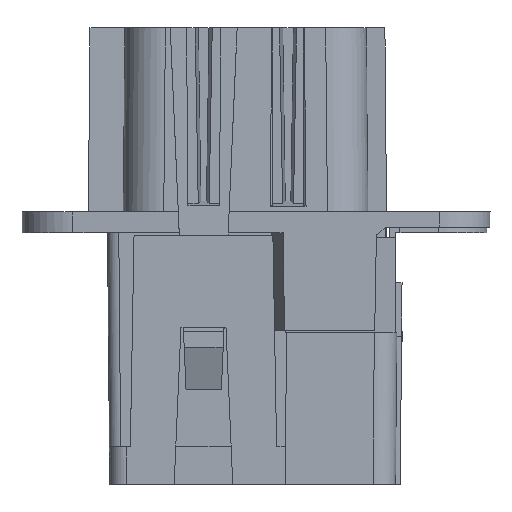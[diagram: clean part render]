
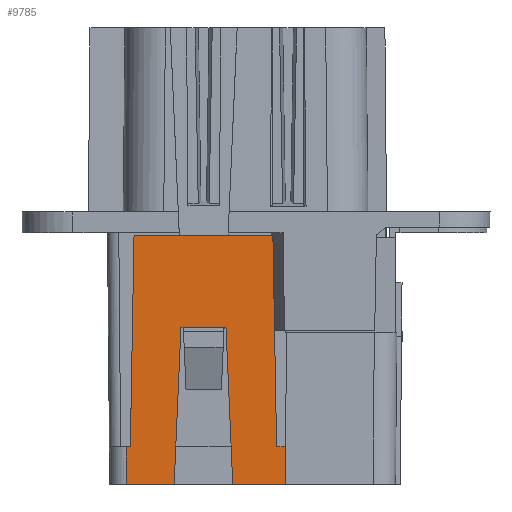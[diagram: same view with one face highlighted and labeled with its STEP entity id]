
A CAD part, left-side view. The second image highlights one B-rep face of the part: STEP entity #9785.
In plain terms, the highlighted planar face has unit normal (-1, 0, -0.009).
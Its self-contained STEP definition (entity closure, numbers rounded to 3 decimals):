
#9745=AXIS2_PLACEMENT_3D('Plane Axis2P3D',#9742,#9743,#9744) ;
#6441=CARTESIAN_POINT('Vertex',(0.663,31.971,3.3)) ;
#6444=CARTESIAN_POINT('Line Origine',(0.581,31.807,12.7)) ;
#6448=CARTESIAN_POINT('Vertex',(0.499,31.642,22.1)) ;
#6464=CARTESIAN_POINT('Line Origine',(0.499,25.471,22.1)) ;
#6468=CARTESIAN_POINT('Vertex',(0.499,19.299,22.1)) ;
#6521=CARTESIAN_POINT('Vertex',(0.663,32.331,3.3)) ;
#6524=CARTESIAN_POINT('Line Origine',(0.663,32.151,3.3)) ;
#6548=CARTESIAN_POINT('Vertex',(0.57,27.471,13.9)) ;
#6555=CARTESIAN_POINT('Vertex',(0.571,23.471,13.9)) ;
#6558=CARTESIAN_POINT('Line Origine',(0.571,25.471,13.9)) ;
#6643=CARTESIAN_POINT('Line Origine',(0.631,27.774,6.95)) ;
#6647=CARTESIAN_POINT('Vertex',(0.692,28.078,0.)) ;
#6708=CARTESIAN_POINT('Vertex',(0.692,22.864,0.)) ;
#6711=CARTESIAN_POINT('Line Origine',(0.631,23.167,6.95)) ;
#8150=CARTESIAN_POINT('Vertex',(0.692,18.204,0.)) ;
#8153=CARTESIAN_POINT('Line Origine',(0.692,20.534,0.)) ;
#8163=CARTESIAN_POINT('Line Origine',(0.692,30.19,0.)) ;
#8167=CARTESIAN_POINT('Vertex',(0.692,32.302,0.)) ;
#9742=CARTESIAN_POINT('Axis2P3D Location',(0.509,17.608,20.95)) ;
#9747=CARTESIAN_POINT('Line Origine',(0.678,18.189,1.65)) ;
#9751=CARTESIAN_POINT('Vertex',(0.663,18.175,3.3)) ;
#9754=CARTESIAN_POINT('Line Origine',(0.663,18.573,3.3)) ;
#9758=CARTESIAN_POINT('Vertex',(0.663,18.971,3.3)) ;
#9761=CARTESIAN_POINT('Line Origine',(0.581,19.135,12.7)) ;
#9766=CARTESIAN_POINT('Line Origine',(0.677,32.316,1.65)) ;
#6445=DIRECTION('Vector Direction',(-0.009,-0.017,1.)) ;
#6465=DIRECTION('Vector Direction',(0.,1.,0.)) ;
#6525=DIRECTION('Vector Direction',(0.,1.,0.)) ;
#6559=DIRECTION('Vector Direction',(0.,1.,0.)) ;
#6644=DIRECTION('Vector Direction',(0.009,0.044,-0.999)) ;
#6712=DIRECTION('Vector Direction',(0.009,-0.044,-0.999)) ;
#8154=DIRECTION('Vector Direction',(0.,-1.,0.)) ;
#8164=DIRECTION('Vector Direction',(0.,-1.,0.)) ;
#9743=DIRECTION('Axis2P3D Direction',(-1.,0.,-0.009)) ;
#9744=DIRECTION('Axis2P3D XDirection',(0.,-1.,0.)) ;
#9748=DIRECTION('Vector Direction',(0.009,0.009,-1.)) ;
#9755=DIRECTION('Vector Direction',(0.,-1.,0.)) ;
#9762=DIRECTION('Vector Direction',(0.009,-0.017,-1.)) ;
#9767=DIRECTION('Vector Direction',(-0.009,0.009,1.)) ;
#6446=VECTOR('Line Direction',#6445,1.) ;
#6466=VECTOR('Line Direction',#6465,1.) ;
#6526=VECTOR('Line Direction',#6525,1.) ;
#6560=VECTOR('Line Direction',#6559,1.) ;
#6645=VECTOR('Line Direction',#6644,1.) ;
#6713=VECTOR('Line Direction',#6712,1.) ;
#8155=VECTOR('Line Direction',#8154,1.) ;
#8165=VECTOR('Line Direction',#8164,1.) ;
#9749=VECTOR('Line Direction',#9748,1.) ;
#9756=VECTOR('Line Direction',#9755,1.) ;
#9763=VECTOR('Line Direction',#9762,1.) ;
#9768=VECTOR('Line Direction',#9767,1.) ;
#9772=ORIENTED_EDGE('',*,*,#8169,.T.) ;
#9773=ORIENTED_EDGE('',*,*,#6649,.F.) ;
#9774=ORIENTED_EDGE('',*,*,#6562,.F.) ;
#9775=ORIENTED_EDGE('',*,*,#6715,.T.) ;
#9776=ORIENTED_EDGE('',*,*,#8157,.T.) ;
#9777=ORIENTED_EDGE('',*,*,#9753,.F.) ;
#9778=ORIENTED_EDGE('',*,*,#9760,.F.) ;
#9779=ORIENTED_EDGE('',*,*,#9765,.F.) ;
#9780=ORIENTED_EDGE('',*,*,#6470,.T.) ;
#9781=ORIENTED_EDGE('',*,*,#6450,.F.) ;
#9782=ORIENTED_EDGE('',*,*,#6528,.T.) ;
#9783=ORIENTED_EDGE('',*,*,#9770,.F.) ;
#9785=ADVANCED_FACE('Hauptk\X2\00F6\X0\rper',(#9784),#9746,.T.) ;
#6450=EDGE_CURVE('',#6442,#6449,#6447,.T.) ;
#6470=EDGE_CURVE('',#6469,#6449,#6467,.T.) ;
#6528=EDGE_CURVE('',#6442,#6522,#6527,.T.) ;
#6562=EDGE_CURVE('',#6556,#6549,#6561,.T.) ;
#6649=EDGE_CURVE('',#6549,#6648,#6646,.T.) ;
#6715=EDGE_CURVE('',#6556,#6709,#6714,.T.) ;
#8157=EDGE_CURVE('',#6709,#8151,#8156,.T.) ;
#8169=EDGE_CURVE('',#8168,#6648,#8166,.T.) ;
#9753=EDGE_CURVE('',#9752,#8151,#9750,.T.) ;
#9760=EDGE_CURVE('',#9759,#9752,#9757,.T.) ;
#9765=EDGE_CURVE('',#6469,#9759,#9764,.T.) ;
#9770=EDGE_CURVE('',#8168,#6522,#9769,.T.) ;
#9771=EDGE_LOOP('',(#9772,#9773,#9774,#9775,#9776,#9777,#9778,#9779,#9780,#9781,#9782,#9783)) ;
#9784=FACE_OUTER_BOUND('',#9771,.T.) ;
#6447=LINE('Line',#6444,#6446) ;
#6467=LINE('Line',#6464,#6466) ;
#6527=LINE('Line',#6524,#6526) ;
#6561=LINE('Line',#6558,#6560) ;
#6646=LINE('Line',#6643,#6645) ;
#6714=LINE('Line',#6711,#6713) ;
#8156=LINE('Line',#8153,#8155) ;
#8166=LINE('Line',#8163,#8165) ;
#9750=LINE('Line',#9747,#9749) ;
#9757=LINE('Line',#9754,#9756) ;
#9764=LINE('Line',#9761,#9763) ;
#9769=LINE('Line',#9766,#9768) ;
#9746=PLANE('',#9745) ;
#6442=VERTEX_POINT('',#6441) ;
#6449=VERTEX_POINT('',#6448) ;
#6469=VERTEX_POINT('',#6468) ;
#6522=VERTEX_POINT('',#6521) ;
#6549=VERTEX_POINT('',#6548) ;
#6556=VERTEX_POINT('',#6555) ;
#6648=VERTEX_POINT('',#6647) ;
#6709=VERTEX_POINT('',#6708) ;
#8151=VERTEX_POINT('',#8150) ;
#8168=VERTEX_POINT('',#8167) ;
#9752=VERTEX_POINT('',#9751) ;
#9759=VERTEX_POINT('',#9758) ;
